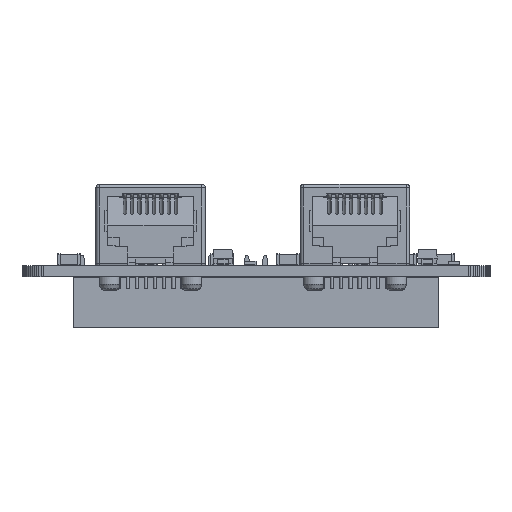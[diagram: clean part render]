
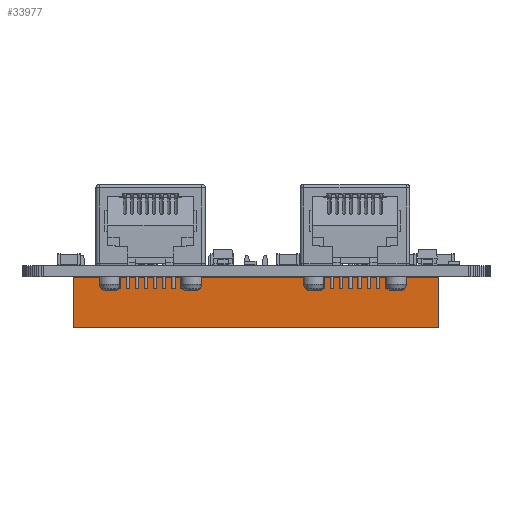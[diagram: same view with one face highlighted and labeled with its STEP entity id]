
A CAD part, front view. The second image highlights one B-rep face of the part: STEP entity #33977.
In plain terms, the highlighted face is planar.
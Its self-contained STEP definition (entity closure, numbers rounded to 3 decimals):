
#990=FACE_OUTER_BOUND('',#2789,.T.);
#2789=EDGE_LOOP('',(#21407,#21408,#21409,#21410));
#4855=LINE('',#46820,#9205);
#4856=LINE('',#46822,#9206);
#4857=LINE('',#46824,#9207);
#4858=LINE('',#46825,#9208);
#9205=VECTOR('',#38070,1.);
#9206=VECTOR('',#38071,1.);
#9207=VECTOR('',#38072,1.);
#9208=VECTOR('',#38073,1.);
#13555=VERTEX_POINT('',#46818);
#13556=VERTEX_POINT('',#46819);
#13557=VERTEX_POINT('',#46821);
#13558=VERTEX_POINT('',#46823);
#16647=EDGE_CURVE('',#13555,#13556,#4855,.T.);
#16648=EDGE_CURVE('',#13555,#13557,#4856,.T.);
#16649=EDGE_CURVE('',#13557,#13558,#4857,.T.);
#16650=EDGE_CURVE('',#13556,#13558,#4858,.T.);
#21407=ORIENTED_EDGE('',*,*,#16647,.F.);
#21408=ORIENTED_EDGE('',*,*,#16648,.T.);
#21409=ORIENTED_EDGE('',*,*,#16649,.T.);
#21410=ORIENTED_EDGE('',*,*,#16650,.F.);
#30927=PLANE('',#35864);
#33977=ADVANCED_FACE('',(#990),#30927,.F.);
#35864=AXIS2_PLACEMENT_3D('',#46817,#38068,#38069);
#38068=DIRECTION('center_axis',(-1.,0.,0.));
#38069=DIRECTION('ref_axis',(0.,1.,0.));
#38070=DIRECTION('',(0.,0.,1.));
#38071=DIRECTION('',(0.,1.,0.));
#38072=DIRECTION('',(0.,0.,1.));
#38073=DIRECTION('',(0.,1.,0.));
#46817=CARTESIAN_POINT('Origin',(1.27,-49.53,0.));
#46818=CARTESIAN_POINT('',(1.27,-49.53,0.));
#46819=CARTESIAN_POINT('',(1.27,-49.53,7.));
#46820=CARTESIAN_POINT('',(1.27,-49.53,0.));
#46821=CARTESIAN_POINT('',(1.27,1.27,0.));
#46822=CARTESIAN_POINT('',(1.27,-49.53,0.));
#46823=CARTESIAN_POINT('',(1.27,1.27,7.));
#46824=CARTESIAN_POINT('',(1.27,1.27,0.));
#46825=CARTESIAN_POINT('',(1.27,-49.53,7.));
